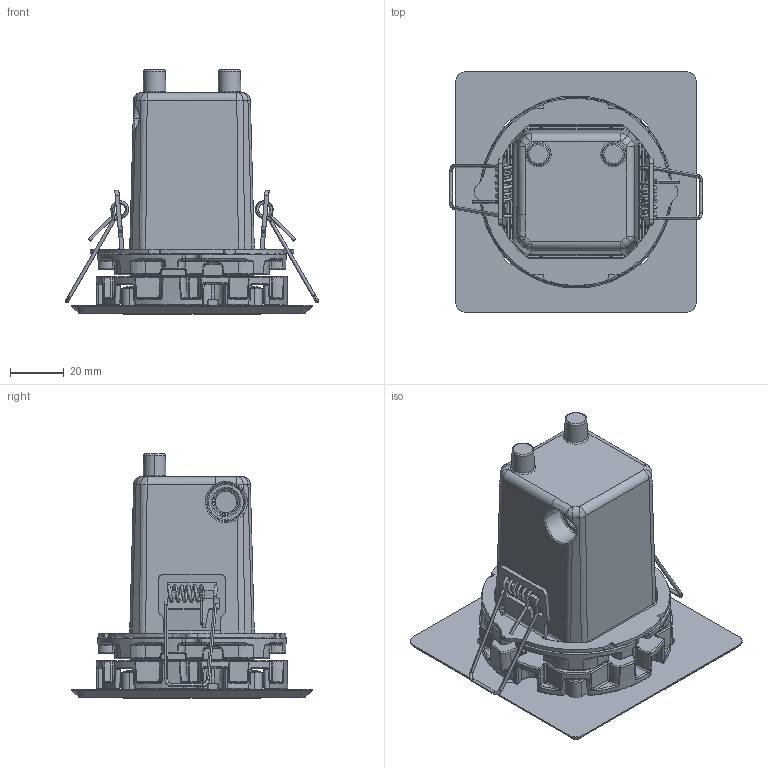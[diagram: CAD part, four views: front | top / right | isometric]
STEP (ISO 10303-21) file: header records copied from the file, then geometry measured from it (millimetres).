
FILE_DESCRIPTION(/* description */ (''),/* implementation_level */ '2;1');
FILE_NAME(/* name */ 'T406250_EGO 90 DL QUADRO',/* time_stamp */ '2018-02-01T18:39:30+01:00',/* author */ (''),/* organization */ (''),/* preprocessor_version */ 'ST-DEVELOPER v15',/* originating_system */ '',/* authorisation */ '');
FILE_SCHEMA (('CONFIG_CONTROL_DESIGN'));
Products named in the file (1): Document
Bounding box: 94.56 x 90 x 91.2 mm (x, y, z)
Volume: 174468.6 mm3; surface area: 59967.2 mm2
Topology: 6 solids, 40 shells, 2256 faces, 5522 edges, 3176 vertices
Faces by surface type: bspline 1840, plane 416
Entity records: 110271 total; most frequent: CARTESIAN_POINT 80845, ORIENTED_EDGE 10618, EDGE_CURVE 5408, VERTEX_POINT 3182, EDGE_LOOP 2285, ADVANCED_FACE 2253, FACE_OUTER_BOUND 2253, B_SPLINE_CURVE_WITH_KNOTS 1968
